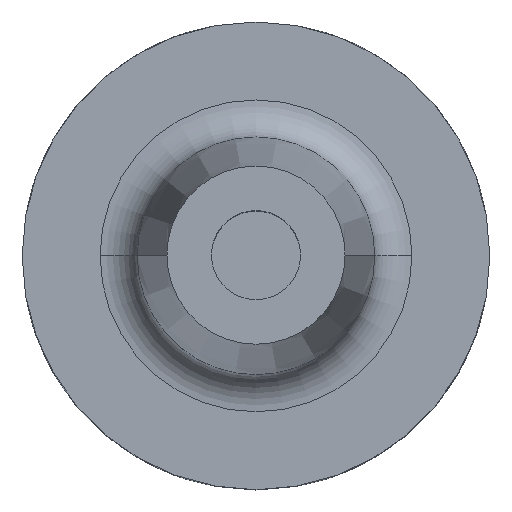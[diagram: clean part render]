
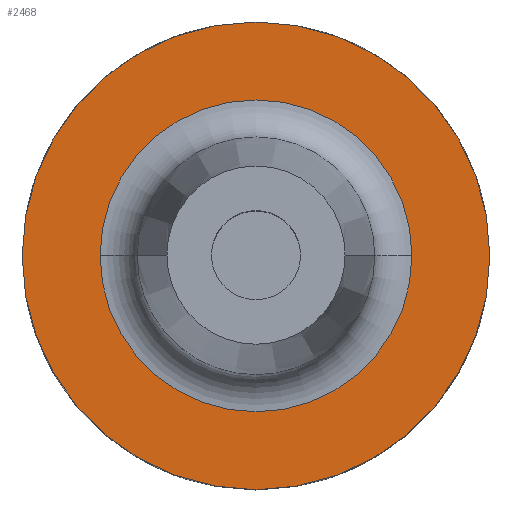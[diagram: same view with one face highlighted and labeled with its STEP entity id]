
A CAD part, top view. The second image highlights one B-rep face of the part: STEP entity #2468.
In plain terms, the highlighted planar face has unit normal (0, 0, 1).
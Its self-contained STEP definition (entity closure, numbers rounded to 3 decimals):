
#175 = ORIENTED_EDGE ( 'NONE', *, *, #4223, .T. ) ;
#264 = DIRECTION ( 'NONE',  ( 0., 0., 1. ) ) ;
#276 = CARTESIAN_POINT ( 'NONE',  ( 0., 0., 22. ) ) ;
#286 = VERTEX_POINT ( 'NONE', #1645 ) ;
#364 = DIRECTION ( 'NONE',  ( -1., 0., 0. ) ) ;
#656 = DIRECTION ( 'NONE',  ( -1., 0., 0. ) ) ;
#674 = DIRECTION ( 'NONE',  ( 0., 0., -1. ) ) ;
#690 = EDGE_LOOP ( 'NONE', ( #4529, #2509 ) ) ;
#790 = FACE_OUTER_BOUND ( 'NONE', #690, .T. ) ;
#1027 = AXIS2_PLACEMENT_3D ( 'NONE', #3906, #1635, #4295 ) ;
#1048 = AXIS2_PLACEMENT_3D ( 'NONE', #2256, #3005, #364 ) ;
#1072 = CIRCLE ( 'NONE', #3413, 21. ) ;
#1196 = VERTEX_POINT ( 'NONE', #3798 ) ;
#1331 = VERTEX_POINT ( 'NONE', #4823 ) ;
#1635 = DIRECTION ( 'NONE',  ( 0., 0., 1. ) ) ;
#1644 = AXIS2_PLACEMENT_3D ( 'NONE', #2525, #264, #2915 ) ;
#1645 = CARTESIAN_POINT ( 'NONE',  ( -31.5, 0., 22. ) ) ;
#1652 = EDGE_LOOP ( 'NONE', ( #3384, #175 ) ) ;
#1924 = FACE_BOUND ( 'NONE', #1652, .T. ) ;
#2136 = EDGE_CURVE ( 'NONE', #286, #1196, #2394, .T. ) ;
#2256 = CARTESIAN_POINT ( 'NONE',  ( 0., 0., 22. ) ) ;
#2394 = CIRCLE ( 'NONE', #1644, 31.5 ) ;
#2468 = ADVANCED_FACE ( 'NONE', ( #1924, #790 ), #2631, .F. ) ;
#2509 = ORIENTED_EDGE ( 'NONE', *, *, #2136, .T. ) ;
#2525 = CARTESIAN_POINT ( 'NONE',  ( 0., 0., 22. ) ) ;
#2631 = PLANE ( 'NONE',  #1048 ) ;
#2837 = CIRCLE ( 'NONE', #4199, 21. ) ;
#2868 = CIRCLE ( 'NONE', #1027, 31.5 ) ;
#2915 = DIRECTION ( 'NONE',  ( 1., 0., 0. ) ) ;
#2929 = DIRECTION ( 'NONE',  ( 0., 0., -1. ) ) ;
#2941 = CARTESIAN_POINT ( 'NONE',  ( 0., 0., 22. ) ) ;
#3005 = DIRECTION ( 'NONE',  ( 0., 0., -1. ) ) ;
#3323 = DIRECTION ( 'NONE',  ( -1., 0., 0. ) ) ;
#3384 = ORIENTED_EDGE ( 'NONE', *, *, #4266, .T. ) ;
#3413 = AXIS2_PLACEMENT_3D ( 'NONE', #276, #2929, #656 ) ;
#3798 = CARTESIAN_POINT ( 'NONE',  ( 31.5, 0., 22. ) ) ;
#3906 = CARTESIAN_POINT ( 'NONE',  ( 0., 0., 22. ) ) ;
#4199 = AXIS2_PLACEMENT_3D ( 'NONE', #2941, #674, #3323 ) ;
#4223 = EDGE_CURVE ( 'NONE', #1331, #4849, #1072, .T. ) ;
#4266 = EDGE_CURVE ( 'NONE', #4849, #1331, #2837, .T. ) ;
#4295 = DIRECTION ( 'NONE',  ( 1., 0., 0. ) ) ;
#4529 = ORIENTED_EDGE ( 'NONE', *, *, #4723, .T. ) ;
#4718 = CARTESIAN_POINT ( 'NONE',  ( -21., 0., 22. ) ) ;
#4723 = EDGE_CURVE ( 'NONE', #1196, #286, #2868, .T. ) ;
#4823 = CARTESIAN_POINT ( 'NONE',  ( 21., 0., 22. ) ) ;
#4849 = VERTEX_POINT ( 'NONE', #4718 ) ;
